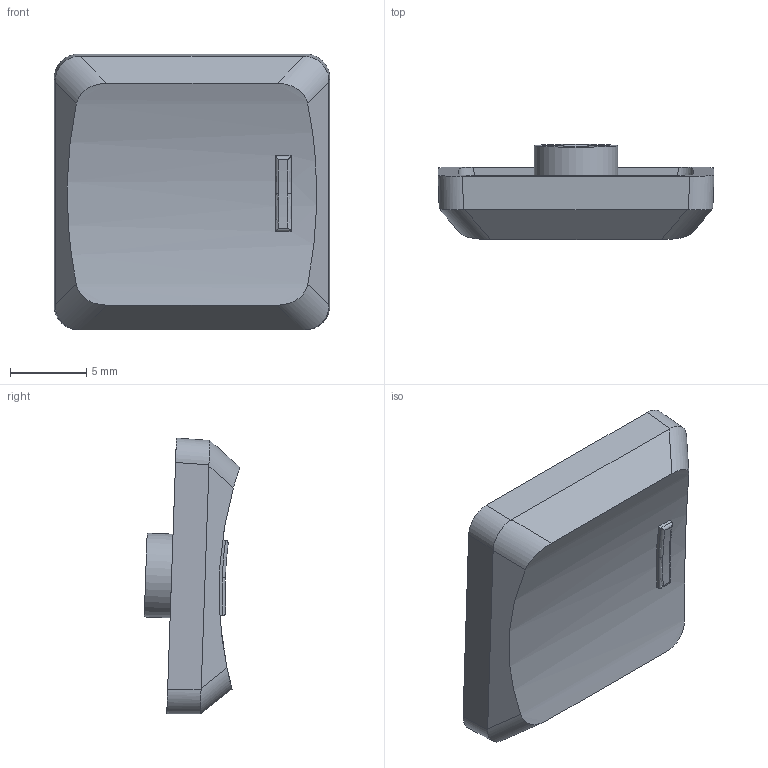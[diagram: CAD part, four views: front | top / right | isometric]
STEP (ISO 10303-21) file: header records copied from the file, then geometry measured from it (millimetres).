
FILE_DESCRIPTION(('HOOPS Exchange Step'),'2;1');
FILE_NAME('temp_export','2025-06-07T22:59:19+09:00',('chuns'),('Shapr3D Limited'),'HOOPS Exchange 2024.8','Shapr3D','Authorized');
FILE_SCHEMA( ('AP242_MANAGED_MODEL_BASED_3D_ENGINEERING_MIM_LF {1 0 10303 442 1 1 4}') );
Length unit declared in the file: millimetre
Products named in the file (1): root
Bounding box: 18.11 x 6.27 x 18.1 mm (x, y, z)
Volume: 691.7 mm3; surface area: 1083.7 mm2
Topology: 1 solids, 1 shells, 67 faces, 171 edges, 110 vertices
Faces by surface type: plane 44, cylinder 19, torus 4
Full cylindrical faces by diameter (mm): 5.5 x1
Entity records: 2255 total; most frequent: CARTESIAN_POINT 596, ORIENTED_EDGE 342, DIRECTION 329, EDGE_CURVE 171, VECTOR 119, LINE 119, VERTEX_POINT 110, AXIS2_PLACEMENT_3D 105
